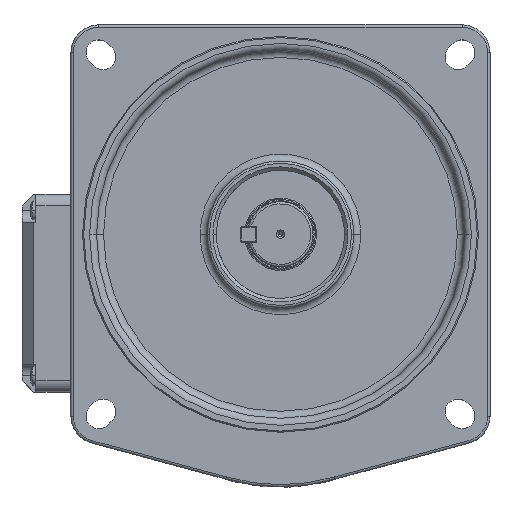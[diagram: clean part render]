
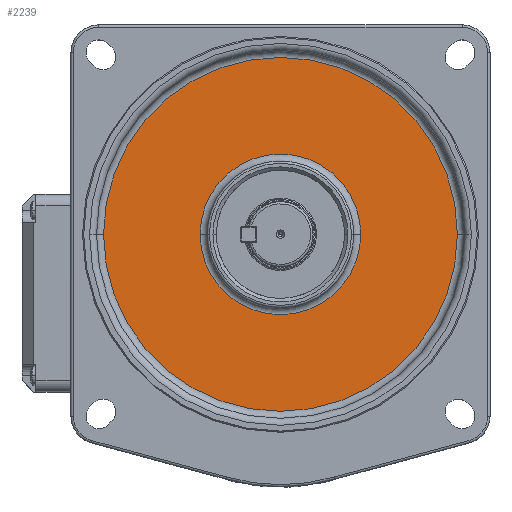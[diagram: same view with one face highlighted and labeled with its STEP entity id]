
A CAD part, top view. The second image highlights one B-rep face of the part: STEP entity #2239.
In plain terms, the highlighted face is planar.
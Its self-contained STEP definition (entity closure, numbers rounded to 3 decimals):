
#2239 = ADVANCED_FACE ( 'NONE', ( #48461, #48505 ), #48504, .T. ) ;
#2915 = EDGE_LOOP ( 'NONE', ( #3691, #3520 ) ) ;
#3501 = ORIENTED_EDGE ( 'NONE', *, *, #27044, .T. ) ;
#3520 = ORIENTED_EDGE ( 'NONE', *, *, #54438, .T. ) ;
#3683 = EDGE_CURVE ( 'NONE', #25963, #27027, #48842, .T. ) ;
#3691 = ORIENTED_EDGE ( 'NONE', *, *, #3695, .T. ) ;
#3694 = EDGE_LOOP ( 'NONE', ( #3501, #3696 ) ) ;
#3695 = EDGE_CURVE ( 'NONE', #52552, #56005, #47803, .T. ) ;
#3696 = ORIENTED_EDGE ( 'NONE', *, *, #3683, .T. ) ;
#8542 = CARTESIAN_POINT ( 'NONE',  ( -76., 25., -84.5 ) ) ;
#9159 = DIRECTION ( 'NONE',  ( -1., 0., 0. ) ) ;
#9160 = DIRECTION ( 'NONE',  ( 0., 0., -1. ) ) ;
#9161 = CARTESIAN_POINT ( 'NONE',  ( 0., 25., -84.5 ) ) ;
#9162 = AXIS2_PLACEMENT_3D ( 'NONE', #9161, #9160, #9159 ) ;
#9163 = CIRCLE ( 'NONE', #9162, 76. ) ;
#19427 = CARTESIAN_POINT ( 'NONE',  ( 76., 25., -84.5 ) ) ;
#25963 = VERTEX_POINT ( 'NONE', #40136 ) ;
#27027 = VERTEX_POINT ( 'NONE', #40368 ) ;
#27044 = EDGE_CURVE ( 'NONE', #27027, #25963, #40409, .T. ) ;
#40136 = CARTESIAN_POINT ( 'NONE',  ( 34.5, 25., -84.5 ) ) ;
#40368 = CARTESIAN_POINT ( 'NONE',  ( -34.5, 25., -84.5 ) ) ;
#40393 = DIRECTION ( 'NONE',  ( -1., 0., 0. ) ) ;
#40394 = DIRECTION ( 'NONE',  ( 0., 0., 1. ) ) ;
#40409 = CIRCLE ( 'NONE', #40414, 34.5 ) ;
#40413 = CARTESIAN_POINT ( 'NONE',  ( 0., 25., -84.5 ) ) ;
#40414 = AXIS2_PLACEMENT_3D ( 'NONE', #40413, #40394, #40393 ) ;
#47778 = AXIS2_PLACEMENT_3D ( 'NONE', #47821, #47802, #47810 ) ;
#47802 = DIRECTION ( 'NONE',  ( 0., 0., -1. ) ) ;
#47803 = CIRCLE ( 'NONE', #47778, 76. ) ;
#47810 = DIRECTION ( 'NONE',  ( -1., 0., 0. ) ) ;
#47821 = CARTESIAN_POINT ( 'NONE',  ( 0., 25., -84.5 ) ) ;
#48461 = FACE_OUTER_BOUND ( 'NONE', #2915, .T. ) ;
#48487 = DIRECTION ( 'NONE',  ( -1., 0., 0. ) ) ;
#48493 = DIRECTION ( 'NONE',  ( 0., 0., -1. ) ) ;
#48494 = CARTESIAN_POINT ( 'NONE',  ( -208.565, 15.75, -84.5 ) ) ;
#48496 = AXIS2_PLACEMENT_3D ( 'NONE', #48494, #48493, #48487 ) ;
#48504 = PLANE ( 'NONE',  #48496 ) ;
#48505 = FACE_BOUND ( 'NONE', #3694, .T. ) ;
#48831 = DIRECTION ( 'NONE',  ( -1., 0., 0. ) ) ;
#48832 = DIRECTION ( 'NONE',  ( 0., 0., 1. ) ) ;
#48833 = CARTESIAN_POINT ( 'NONE',  ( 0., 25., -84.5 ) ) ;
#48840 = AXIS2_PLACEMENT_3D ( 'NONE', #48833, #48832, #48831 ) ;
#48842 = CIRCLE ( 'NONE', #48840, 34.5 ) ;
#52552 = VERTEX_POINT ( 'NONE', #8542 ) ;
#54438 = EDGE_CURVE ( 'NONE', #56005, #52552, #9163, .T. ) ;
#56005 = VERTEX_POINT ( 'NONE', #19427 ) ;
